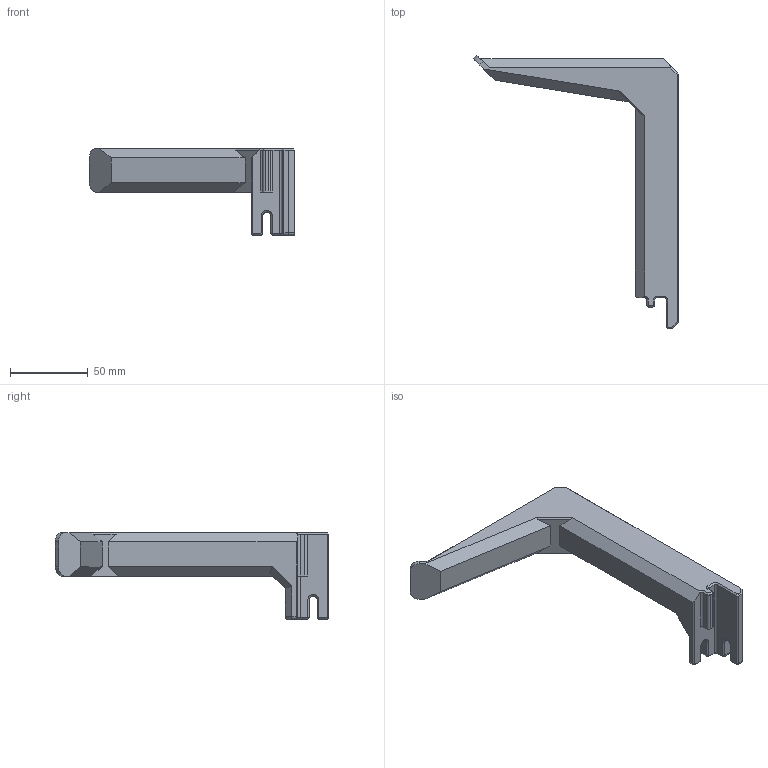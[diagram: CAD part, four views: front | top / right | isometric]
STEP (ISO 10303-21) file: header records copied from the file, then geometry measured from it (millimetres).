
FILE_DESCRIPTION(/* description */ ('Alibre Inc.'),/* implementation_level */ '2;1');
FILE_NAME(/* name */ 'export-AD7E895A-DFD1-4946-AE62-644F52BE2DB4',/* time_stamp */ '2021-06-09T21:25:41-05:00',/* author */ (''),/* organization */ (''),/* preprocessor_version */ 'ST-DEVELOPER v17',/* originating_system */ 'Alibre',/* authorisation */ '');
FILE_SCHEMA (('AUTOMOTIVE_DESIGN'));
Length unit declared in the file: millimetre
Bounding box: 132.32 x 176.2 x 56 mm (x, y, z)
Volume: 179318 mm3; surface area: 29892.3 mm2
Topology: 1 solids, 1 shells, 94 faces, 234 edges, 142 vertices
Faces by surface type: plane 59, cylinder 21, cone 14
Entity records: 2673 total; most frequent: CARTESIAN_POINT 471, ORIENTED_EDGE 468, DIRECTION 407, EDGE_CURVE 234, VECTOR 183, LINE 183, VERTEX_POINT 142, AXIS2_PLACEMENT_3D 140
